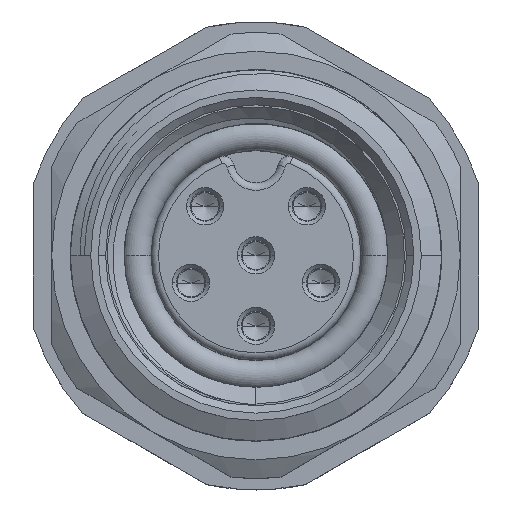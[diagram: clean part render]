
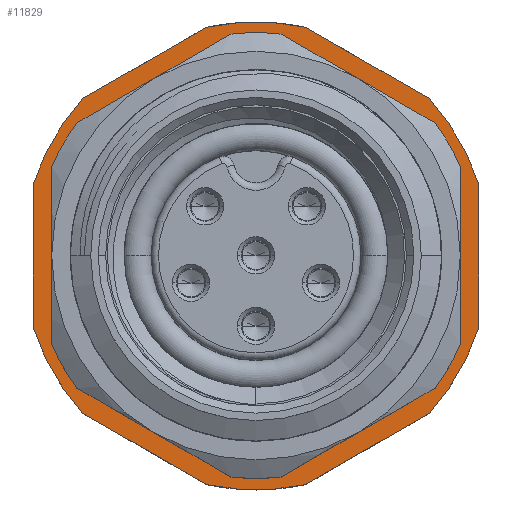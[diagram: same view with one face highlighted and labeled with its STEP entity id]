
A CAD part, top view. The second image highlights one B-rep face of the part: STEP entity #11829.
In plain terms, the highlighted planar face has unit normal (0, 0, 1).
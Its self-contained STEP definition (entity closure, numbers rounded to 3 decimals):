
#5843=CARTESIAN_POINT('',(0.,0.,-3.8));
#5844=DIRECTION('',(0.,0.,-1.));
#5845=DIRECTION('',(-0.212,0.977,0.));
#5846=AXIS2_PLACEMENT_3D('',#5843,#5844,#5845);
#5848=DIRECTION('',(0.866,-0.5,0.));
#5849=VECTOR('',#5848,3.842);
#5850=CARTESIAN_POINT('',(1.336,6.157,-3.8));
#5851=LINE('',#5850,#5849);
#5852=CARTESIAN_POINT('',(0.,0.,-3.8));
#5853=DIRECTION('',(0.,0.,-1.));
#5854=DIRECTION('',(0.74,0.672,0.));
#5855=AXIS2_PLACEMENT_3D('',#5852,#5853,#5854);
#5857=DIRECTION('',(0.,-1.,0.));
#5858=VECTOR('',#5857,3.842);
#5859=CARTESIAN_POINT('',(6.,1.921,-3.8));
#5860=LINE('',#5859,#5858);
#5861=CARTESIAN_POINT('',(0.,0.,-3.8));
#5862=DIRECTION('',(0.,0.,-1.));
#5863=DIRECTION('',(0.952,-0.305,0.));
#5864=AXIS2_PLACEMENT_3D('',#5861,#5862,#5863);
#5866=DIRECTION('',(-0.866,-0.5,0.));
#5867=VECTOR('',#5866,3.842);
#5868=CARTESIAN_POINT('',(4.664,-4.236,-3.8));
#5869=LINE('',#5868,#5867);
#5870=CARTESIAN_POINT('',(0.,0.,-3.8));
#5871=DIRECTION('',(0.,0.,-1.));
#5872=DIRECTION('',(0.212,-0.977,0.));
#5873=AXIS2_PLACEMENT_3D('',#5870,#5871,#5872);
#5875=DIRECTION('',(-0.866,0.5,0.));
#5876=VECTOR('',#5875,3.842);
#5877=CARTESIAN_POINT('',(-1.336,-6.157,-3.8));
#5878=LINE('',#5877,#5876);
#5879=CARTESIAN_POINT('',(0.,0.,-3.8));
#5880=DIRECTION('',(0.,0.,-1.));
#5881=DIRECTION('',(-0.74,-0.672,0.));
#5882=AXIS2_PLACEMENT_3D('',#5879,#5880,#5881);
#5884=DIRECTION('',(0.,1.,0.));
#5885=VECTOR('',#5884,3.842);
#5886=CARTESIAN_POINT('',(-6.,-1.921,-3.8));
#5887=LINE('',#5886,#5885);
#5888=CARTESIAN_POINT('',(0.,0.,-3.8));
#5889=DIRECTION('',(0.,0.,-1.));
#5890=DIRECTION('',(-0.952,0.305,0.));
#5891=AXIS2_PLACEMENT_3D('',#5888,#5889,#5890);
#5893=DIRECTION('',(0.866,0.5,0.));
#5894=VECTOR('',#5893,3.842);
#5895=CARTESIAN_POINT('',(-4.664,4.236,-3.8));
#5896=LINE('',#5895,#5894);
#5897=CARTESIAN_POINT('',(0.,0.,-3.8));
#5898=DIRECTION('',(0.,0.,1.));
#5899=DIRECTION('',(-1.,0.,0.));
#5900=AXIS2_PLACEMENT_3D('',#5897,#5898,#5899);
#5902=CARTESIAN_POINT('',(0.,0.,-3.8));
#5903=DIRECTION('',(0.,0.,1.));
#5904=DIRECTION('',(1.,0.,0.));
#5905=AXIS2_PLACEMENT_3D('',#5902,#5903,#5904);
#9217=CARTESIAN_POINT('',(-1.336,6.157,-3.8));
#9218=CARTESIAN_POINT('',(1.336,6.157,-3.8));
#9219=VERTEX_POINT('',#9217);
#9220=VERTEX_POINT('',#9218);
#9221=CARTESIAN_POINT('',(4.664,4.236,-3.8));
#9222=VERTEX_POINT('',#9221);
#9223=CARTESIAN_POINT('',(6.,1.921,-3.8));
#9224=VERTEX_POINT('',#9223);
#9225=CARTESIAN_POINT('',(6.,-1.921,-3.8));
#9226=VERTEX_POINT('',#9225);
#9227=CARTESIAN_POINT('',(4.664,-4.236,-3.8));
#9228=VERTEX_POINT('',#9227);
#9229=CARTESIAN_POINT('',(1.336,-6.157,-3.8));
#9230=VERTEX_POINT('',#9229);
#9231=CARTESIAN_POINT('',(-1.336,-6.157,-3.8));
#9232=VERTEX_POINT('',#9231);
#9233=CARTESIAN_POINT('',(-4.664,-4.236,-3.8));
#9234=VERTEX_POINT('',#9233);
#9235=CARTESIAN_POINT('',(-6.,-1.921,-3.8));
#9236=VERTEX_POINT('',#9235);
#9237=CARTESIAN_POINT('',(-6.,1.921,-3.8));
#9238=VERTEX_POINT('',#9237);
#9239=CARTESIAN_POINT('',(-4.664,4.236,-3.8));
#9240=VERTEX_POINT('',#9239);
#9267=CARTESIAN_POINT('',(-4.7,0.,-3.8));
#9268=CARTESIAN_POINT('',(4.7,0.,-3.8));
#9269=VERTEX_POINT('',#9267);
#9270=VERTEX_POINT('',#9268);
#11793=CARTESIAN_POINT('',(0.,0.,-3.8));
#11794=DIRECTION('',(0.,0.,-1.));
#11795=DIRECTION('',(-1.,0.,0.));
#11796=AXIS2_PLACEMENT_3D('',#11793,#11794,#11795);
#11797=PLANE('',#11796);
#11799=ORIENTED_EDGE('',*,*,#11798,.T.);
#11801=ORIENTED_EDGE('',*,*,#11800,.T.);
#11803=ORIENTED_EDGE('',*,*,#11802,.T.);
#11805=ORIENTED_EDGE('',*,*,#11804,.T.);
#11807=ORIENTED_EDGE('',*,*,#11806,.T.);
#11809=ORIENTED_EDGE('',*,*,#11808,.T.);
#11811=ORIENTED_EDGE('',*,*,#11810,.T.);
#11813=ORIENTED_EDGE('',*,*,#11812,.T.);
#11815=ORIENTED_EDGE('',*,*,#11814,.T.);
#11817=ORIENTED_EDGE('',*,*,#11816,.T.);
#11819=ORIENTED_EDGE('',*,*,#11818,.T.);
#11821=ORIENTED_EDGE('',*,*,#11820,.T.);
#11822=EDGE_LOOP('',(#11799,#11801,#11803,#11805,#11807,#11809,#11811,#11813,
#11815,#11817,#11819,#11821));
#11823=FACE_OUTER_BOUND('',#11822,.F.);
#11824=ORIENTED_EDGE('',*,*,#11783,.T.);
#11826=ORIENTED_EDGE('',*,*,#11825,.T.);
#11827=EDGE_LOOP('',(#11824,#11826));
#11828=FACE_BOUND('',#11827,.F.);
#5847=CIRCLE('',#5846,6.3);
#5856=CIRCLE('',#5855,6.3);
#5865=CIRCLE('',#5864,6.3);
#5874=CIRCLE('',#5873,6.3);
#5883=CIRCLE('',#5882,6.3);
#5892=CIRCLE('',#5891,6.3);
#5901=CIRCLE('',#5900,4.7);
#5906=CIRCLE('',#5905,4.7);
#11783=EDGE_CURVE('',#9269,#9270,#5901,.T.);
#11798=EDGE_CURVE('',#9219,#9220,#5847,.T.);
#11800=EDGE_CURVE('',#9220,#9222,#5851,.T.);
#11802=EDGE_CURVE('',#9222,#9224,#5856,.T.);
#11804=EDGE_CURVE('',#9224,#9226,#5860,.T.);
#11806=EDGE_CURVE('',#9226,#9228,#5865,.T.);
#11808=EDGE_CURVE('',#9228,#9230,#5869,.T.);
#11810=EDGE_CURVE('',#9230,#9232,#5874,.T.);
#11812=EDGE_CURVE('',#9232,#9234,#5878,.T.);
#11814=EDGE_CURVE('',#9234,#9236,#5883,.T.);
#11816=EDGE_CURVE('',#9236,#9238,#5887,.T.);
#11818=EDGE_CURVE('',#9238,#9240,#5892,.T.);
#11820=EDGE_CURVE('',#9240,#9219,#5896,.T.);
#11825=EDGE_CURVE('',#9270,#9269,#5906,.T.);
#11829=ADVANCED_FACE('',(#11823,#11828),#11797,.F.);
